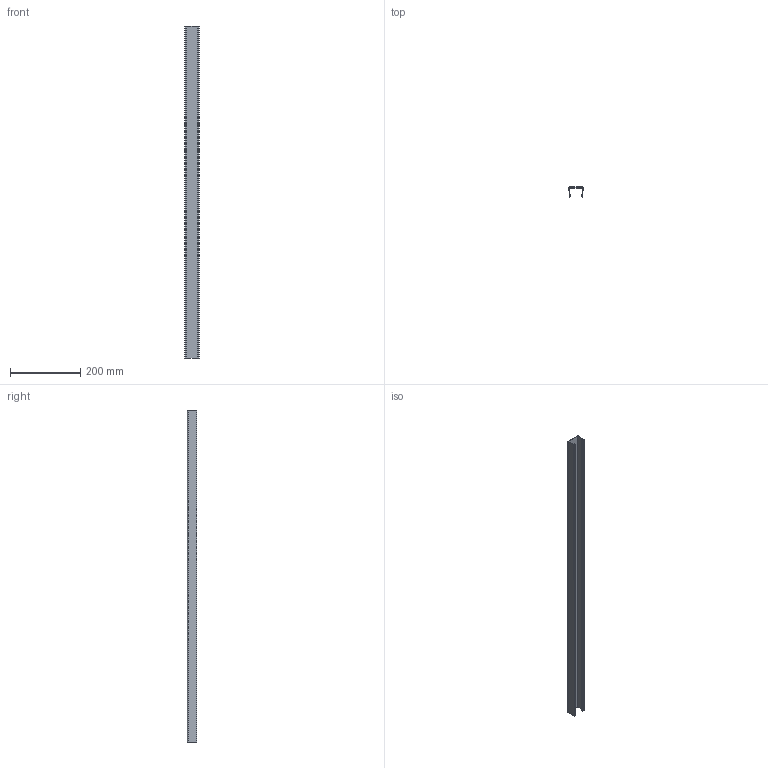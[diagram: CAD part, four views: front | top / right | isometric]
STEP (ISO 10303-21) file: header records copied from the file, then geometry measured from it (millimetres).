
FILE_DESCRIPTION((''),'2;1');
FILE_NAME('215061_ASM','2019-11-14T10:54:10',('pdmadmin'),('BANNER ENGINEERING'),'CREO PARAMETRIC BY PTC INC, 2018300','CREO PARAMETRIC BY PTC INC, 2018300','');
FILE_SCHEMA(('CONFIG_CONTROL_DESIGN'));
Length unit declared in the file: inch
Products named in the file (4): 127353; 127353_STRIP; 127353_ASM; 215061_ASM
Assembly tree (4 placements, depth 3):
  215061_ASM
    127353_ASM
      127353
      127353_STRIP  x2
Bounding box: 40.53 x 27 x 945.01 mm (x, y, z)
Volume: 173479.8 mm3; surface area: 209923.2 mm2
Topology: 3 solids, 3 shells, 34 faces, 68 edges, 40 vertices
Faces by surface type: plane 30, cylinder 4
Entity records: 836 total; most frequent: DIRECTION 142, CARTESIAN_POINT 127, ORIENTED_EDGE 112, EDGE_CURVE 56, VECTOR 48, LINE 48, AXIS2_PLACEMENT_3D 47, VERTEX_POINT 32
